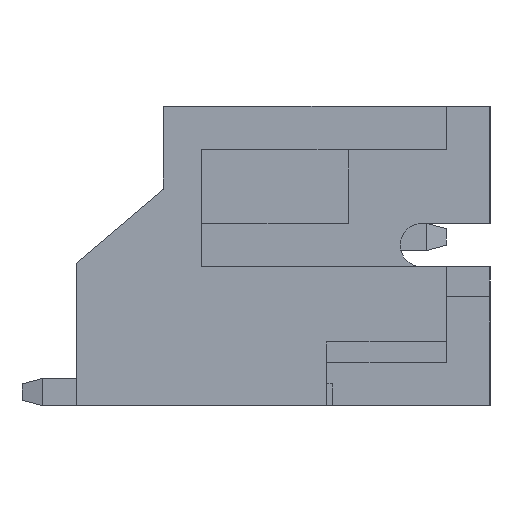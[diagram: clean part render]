
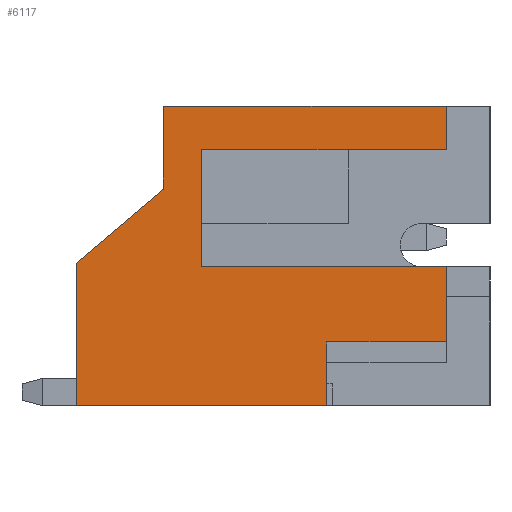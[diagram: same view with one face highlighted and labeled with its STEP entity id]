
A CAD part, left-side view. The second image highlights one B-rep face of the part: STEP entity #6117.
In plain terms, the highlighted planar face has unit normal (-1, 0, 0).
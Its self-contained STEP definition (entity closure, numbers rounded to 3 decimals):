
#381=FACE_OUTER_BOUND('',#717,.T.);
#717=EDGE_LOOP('',(#4227,#4228,#4229,#4230,#4231,#4232,#4233,#4234,#4235,
#4236,#4237,#4238));
#1067=LINE('',#8535,#1855);
#1151=LINE('',#8703,#1939);
#1183=LINE('',#8770,#1971);
#1184=LINE('',#8771,#1972);
#1185=LINE('',#8773,#1973);
#1186=LINE('',#8775,#1974);
#1187=LINE('',#8777,#1975);
#1188=LINE('',#8779,#1976);
#1189=LINE('',#8781,#1977);
#1190=LINE('',#8783,#1978);
#1191=LINE('',#8785,#1979);
#1192=LINE('',#8786,#1980);
#1855=VECTOR('',#6891,1.);
#1939=VECTOR('',#6995,1.);
#1971=VECTOR('',#7045,1.);
#1972=VECTOR('',#7046,1.);
#1973=VECTOR('',#7047,1.);
#1974=VECTOR('',#7048,1.);
#1975=VECTOR('',#7049,1.);
#1976=VECTOR('',#7050,1.);
#1977=VECTOR('',#7051,1.);
#1978=VECTOR('',#7052,1.);
#1979=VECTOR('',#7053,1.);
#1980=VECTOR('',#7054,1.);
#2643=VERTEX_POINT('',#8532);
#2644=VERTEX_POINT('',#8534);
#2718=VERTEX_POINT('',#8701);
#2743=VERTEX_POINT('',#8768);
#2744=VERTEX_POINT('',#8769);
#2745=VERTEX_POINT('',#8772);
#2746=VERTEX_POINT('',#8774);
#2747=VERTEX_POINT('',#8776);
#2748=VERTEX_POINT('',#8778);
#2749=VERTEX_POINT('',#8780);
#2750=VERTEX_POINT('',#8782);
#2751=VERTEX_POINT('',#8784);
#3197=EDGE_CURVE('',#2644,#2643,#1067,.T.);
#3282=EDGE_CURVE('',#2643,#2718,#1151,.T.);
#3316=EDGE_CURVE('',#2743,#2744,#1183,.F.);
#3317=EDGE_CURVE('',#2744,#2644,#1184,.F.);
#3318=EDGE_CURVE('',#2718,#2745,#1185,.T.);
#3319=EDGE_CURVE('',#2745,#2746,#1186,.T.);
#3320=EDGE_CURVE('',#2746,#2747,#1187,.T.);
#3321=EDGE_CURVE('',#2747,#2748,#1188,.F.);
#3322=EDGE_CURVE('',#2748,#2749,#1189,.F.);
#3323=EDGE_CURVE('',#2749,#2750,#1190,.F.);
#3324=EDGE_CURVE('',#2750,#2751,#1191,.F.);
#3325=EDGE_CURVE('',#2751,#2743,#1192,.F.);
#4227=ORIENTED_EDGE('',*,*,#3316,.T.);
#4228=ORIENTED_EDGE('',*,*,#3317,.T.);
#4229=ORIENTED_EDGE('',*,*,#3197,.T.);
#4230=ORIENTED_EDGE('',*,*,#3282,.T.);
#4231=ORIENTED_EDGE('',*,*,#3318,.T.);
#4232=ORIENTED_EDGE('',*,*,#3319,.T.);
#4233=ORIENTED_EDGE('',*,*,#3320,.T.);
#4234=ORIENTED_EDGE('',*,*,#3321,.T.);
#4235=ORIENTED_EDGE('',*,*,#3322,.T.);
#4236=ORIENTED_EDGE('',*,*,#3323,.T.);
#4237=ORIENTED_EDGE('',*,*,#3324,.T.);
#4238=ORIENTED_EDGE('',*,*,#3325,.T.);
#5815=PLANE('',#6472);
#6117=ADVANCED_FACE('',(#381),#5815,.T.);
#6472=AXIS2_PLACEMENT_3D('',#8767,#7043,#7044);
#6891=DIRECTION('',(0.,1.,0.));
#6995=DIRECTION('',(0.,0.,-1.));
#7043=DIRECTION('center_axis',(-1.,0.,0.));
#7044=DIRECTION('ref_axis',(0.,0.,1.));
#7045=DIRECTION('',(0.,1.,0.));
#7046=DIRECTION('',(0.,0.,-1.));
#7047=DIRECTION('',(0.,0.762,-0.648));
#7048=DIRECTION('',(0.,0.,-1.));
#7049=DIRECTION('',(0.,-1.,0.));
#7050=DIRECTION('',(0.,0.,-1.));
#7051=DIRECTION('',(0.,1.,0.));
#7052=DIRECTION('',(0.,0.,-1.));
#7053=DIRECTION('',(0.,-1.,0.));
#7054=DIRECTION('',(0.,0.,-1.));
#8532=CARTESIAN_POINT('',(-9.95,3.,5.5));
#8534=CARTESIAN_POINT('',(-9.95,-2.2,5.5));
#8535=CARTESIAN_POINT('',(-9.95,-2.2,5.5));
#8701=CARTESIAN_POINT('',(-9.95,3.,3.979));
#8703=CARTESIAN_POINT('',(-9.95,3.,5.5));
#8767=CARTESIAN_POINT('Origin',(-9.95,3.,0.));
#8768=CARTESIAN_POINT('',(-9.95,2.3,4.7));
#8769=CARTESIAN_POINT('',(-9.95,-2.2,4.7));
#8770=CARTESIAN_POINT('',(-9.95,-2.2,4.7));
#8771=CARTESIAN_POINT('',(-9.95,-2.2,5.5));
#8772=CARTESIAN_POINT('',(-9.95,4.6,2.618));
#8773=CARTESIAN_POINT('',(-9.95,3.,3.979));
#8774=CARTESIAN_POINT('',(-9.95,4.6,0.));
#8775=CARTESIAN_POINT('',(-9.95,4.6,2.618));
#8776=CARTESIAN_POINT('',(-9.95,0.,0.));
#8777=CARTESIAN_POINT('',(-9.95,4.6,0.));
#8778=CARTESIAN_POINT('',(-9.95,0.,1.17));
#8779=CARTESIAN_POINT('',(-9.95,0.,1.17));
#8780=CARTESIAN_POINT('',(-9.95,-2.2,1.17));
#8781=CARTESIAN_POINT('',(-9.95,-2.2,1.17));
#8782=CARTESIAN_POINT('',(-9.95,-2.2,2.55));
#8783=CARTESIAN_POINT('',(-9.95,-2.2,2.55));
#8784=CARTESIAN_POINT('',(-9.95,2.3,2.55));
#8785=CARTESIAN_POINT('',(-9.95,2.3,2.55));
#8786=CARTESIAN_POINT('',(-9.95,2.3,4.7));
